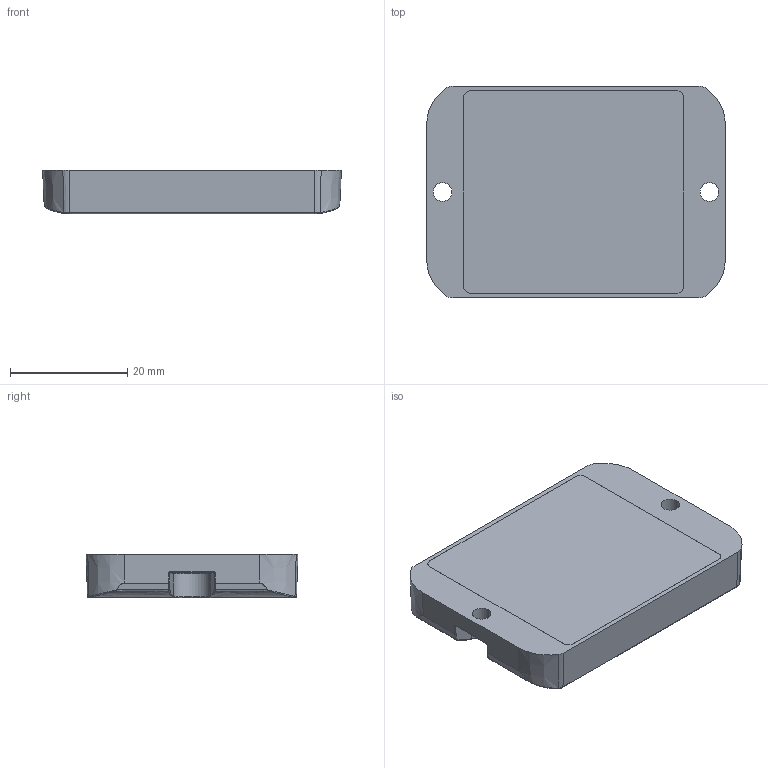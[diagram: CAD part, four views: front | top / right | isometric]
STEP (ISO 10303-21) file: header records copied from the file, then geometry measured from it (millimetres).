
FILE_DESCRIPTION((''),'2;1');
FILE_NAME('DM_CAD-2246','2016-03-09T',('Creinig-se'),(''),'PRO/ENGINEER BY PARAMETRIC TECHNOLOGY CORPORATION, 2013050','PRO/ENGINEER BY PARAMETRIC TECHNOLOGY CORPORATION, 2013050','');
FILE_SCHEMA(('CONFIG_CONTROL_DESIGN'));
Length unit declared in the file: millimetre
Products named in the file (1): DM_CAD-2246
Bounding box: 51 x 36.2 x 7.49 mm (x, y, z)
Volume: 12997.5 mm3; surface area: 4844.5 mm2
Topology: 1 solids, 1 shells, 121 faces, 305 edges, 179 vertices
Faces by surface type: bspline 50, cylinder 30, plane 25, cone 6, torus 6, extrusion 4
Entity records: 8025 total; most frequent: CARTESIAN_POINT 4623, ORIENTED_EDGE 594, DIRECTION 348, PRESENTATION_STYLE_ASSIGNMENT 298, STYLED_ITEM 298, CURVE_STYLE 297, EDGE_CURVE 297, VERTEX_POINT 179
